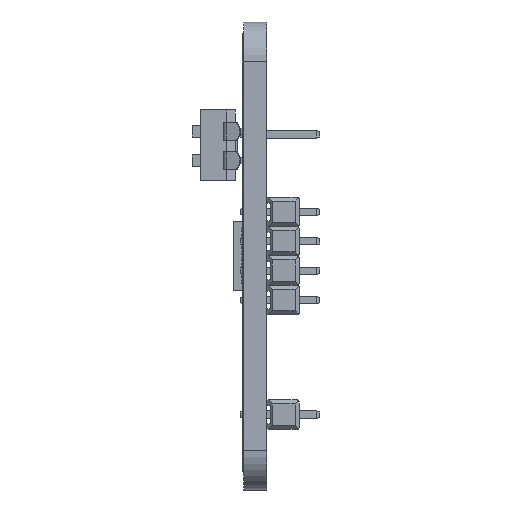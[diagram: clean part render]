
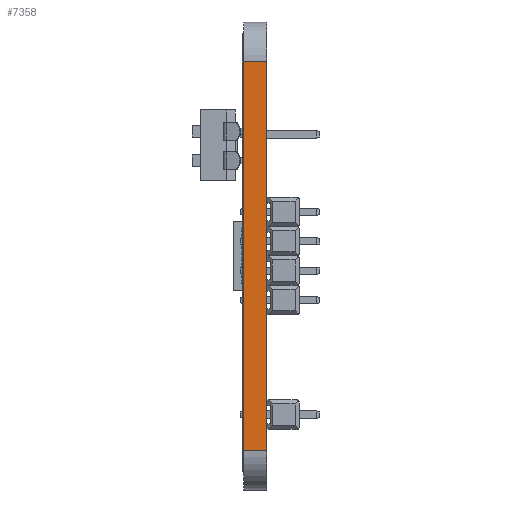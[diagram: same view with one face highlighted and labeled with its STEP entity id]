
A CAD part, left-side view. The second image highlights one B-rep face of the part: STEP entity #7358.
In plain terms, the highlighted planar face has unit normal (-1, 0, 0).
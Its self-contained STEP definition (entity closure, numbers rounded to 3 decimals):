
#2634 = VECTOR ( 'NONE', #49341, 1000. ) ;
#3299 = VERTEX_POINT ( 'NONE', #21283 ) ;
#4431 = CARTESIAN_POINT ( 'NONE',  ( -21.35, 0., 16.8 ) ) ;
#6315 = CARTESIAN_POINT ( 'NONE',  ( -21.35, 0., -16.8 ) ) ;
#6673 = DIRECTION ( 'NONE',  ( 0., -1., 0. ) ) ;
#7358 = ADVANCED_FACE ( 'NONE', ( #48084 ), #21623, .T. ) ;
#16662 = ORIENTED_EDGE ( 'NONE', *, *, #26017, .T. ) ;
#19952 = CARTESIAN_POINT ( 'NONE',  ( -21.35, 0., -16.8 ) ) ;
#20133 = DIRECTION ( 'NONE',  ( 0., 0., 1. ) ) ;
#20147 = DIRECTION ( 'NONE',  ( -1., 0., 0. ) ) ;
#20524 = DIRECTION ( 'NONE',  ( 0., 0., -1. ) ) ;
#20965 = DIRECTION ( 'NONE',  ( 0., 0., 1. ) ) ;
#21283 = CARTESIAN_POINT ( 'NONE',  ( -21.35, 0., -16.8 ) ) ;
#21316 = CARTESIAN_POINT ( 'NONE',  ( -21.35, 2., -16.8 ) ) ;
#21623 = PLANE ( 'NONE',  #41561 ) ;
#24172 = EDGE_CURVE ( 'NONE', #35546, #3299, #25018, .T. ) ;
#25018 = LINE ( 'NONE', #6315, #73370 ) ;
#26017 = EDGE_CURVE ( 'NONE', #58443, #35546, #64196, .T. ) ;
#33014 = VERTEX_POINT ( 'NONE', #4431 ) ;
#35546 = VERTEX_POINT ( 'NONE', #39910 ) ;
#39910 = CARTESIAN_POINT ( 'NONE',  ( -21.35, 2., -16.8 ) ) ;
#40765 = EDGE_LOOP ( 'NONE', ( #79289, #75212, #56292, #16662 ) ) ;
#41561 = AXIS2_PLACEMENT_3D ( 'NONE', #19952, #20147, #20133 ) ;
#41688 = VECTOR ( 'NONE', #20965, 1000. ) ;
#42795 = EDGE_CURVE ( 'NONE', #58443, #33014, #68000, .T. ) ;
#47427 = VECTOR ( 'NONE', #20524, 1000. ) ;
#48084 = FACE_OUTER_BOUND ( 'NONE', #40765, .T. ) ;
#49341 = DIRECTION ( 'NONE',  ( 0., -1., 0. ) ) ;
#56292 = ORIENTED_EDGE ( 'NONE', *, *, #42795, .F. ) ;
#58443 = VERTEX_POINT ( 'NONE', #64743 ) ;
#64196 = LINE ( 'NONE', #21316, #47427 ) ;
#64743 = CARTESIAN_POINT ( 'NONE',  ( -21.35, 2., 16.8 ) ) ;
#68000 = LINE ( 'NONE', #80384, #2634 ) ;
#73370 = VECTOR ( 'NONE', #6673, 1000. ) ;
#75133 = LINE ( 'NONE', #77444, #41688 ) ;
#75212 = ORIENTED_EDGE ( 'NONE', *, *, #76470, .T. ) ;
#76470 = EDGE_CURVE ( 'NONE', #3299, #33014, #75133, .T. ) ;
#77444 = CARTESIAN_POINT ( 'NONE',  ( -21.35, 0., 16.8 ) ) ;
#79289 = ORIENTED_EDGE ( 'NONE', *, *, #24172, .T. ) ;
#80384 = CARTESIAN_POINT ( 'NONE',  ( -21.35, 0., 16.8 ) ) ;
